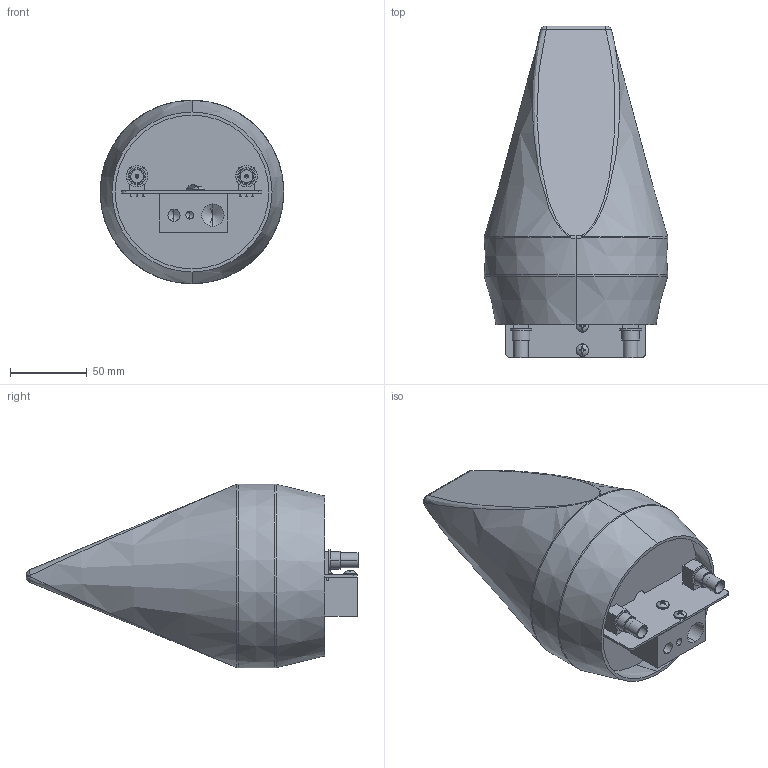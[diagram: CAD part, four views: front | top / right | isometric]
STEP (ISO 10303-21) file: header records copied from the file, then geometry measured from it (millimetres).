
FILE_DESCRIPTION (( 'STEP AP214' ), '1' );
FILE_NAME ('D-Omni Solid Body.STEP', '2025-02-26T13:18:38', ( '' ), ( '' ), 'SwSTEP 2.0', 'SolidWorks 2023', '' );
FILE_SCHEMA (( 'AUTOMOTIVE_DESIGN' ));
Length unit declared in the file: millimetre
Products named in the file (1): D-Omni Solid Body
Bounding box: 120 x 216.82 x 120 mm (x, y, z)
Volume: 186255.9 mm3; surface area: 183174.1 mm2
Topology: 11 solids, 11 shells, 421 faces, 1026 edges, 643 vertices
Faces by surface type: cylinder 144, plane 135, cone 62, bspline 38, torus 22, sphere 20
Entity records: 21396 total; most frequent: CARTESIAN_POINT 7239, ORIENTED_EDGE 2024, DIRECTION 1900, EDGE_CURVE 1012, AXIS2_PLACEMENT_3D 756, VERTEX_POINT 643, EDGE_LOOP 467, UNCERTAINTY_MEASURE_WITH_UNIT 433
